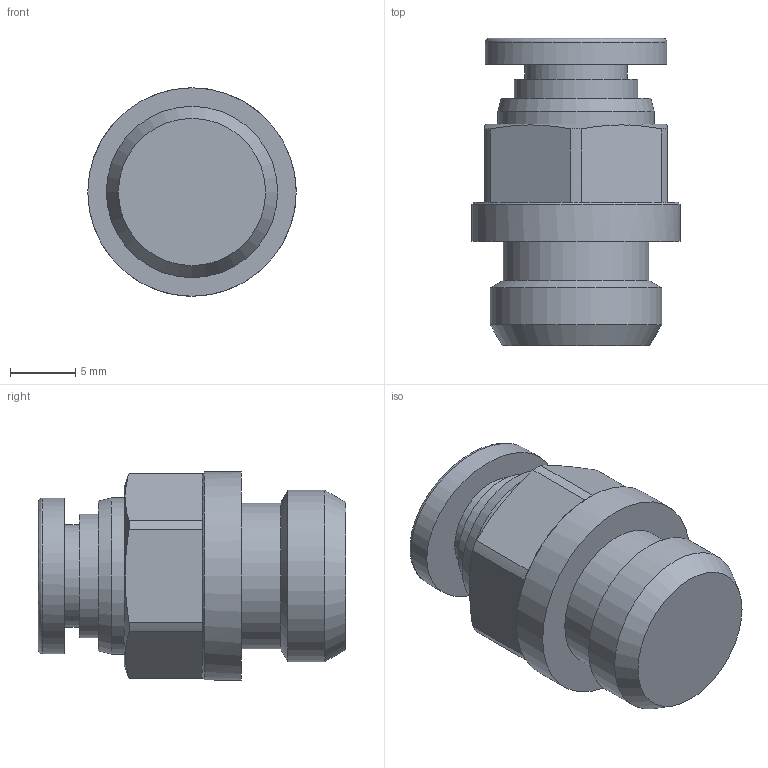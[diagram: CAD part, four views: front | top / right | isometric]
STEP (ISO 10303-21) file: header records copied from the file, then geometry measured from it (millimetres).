
FILE_DESCRIPTION((''),'2;1');
FILE_NAME('PC 1-4 G02.stp','2019-03-21T15:41:49',('Administrator'),(''),'Autodesk Inventor 2013','Autodesk Inventor 2013','');
FILE_SCHEMA(('CONFIG_CONTROL_DESIGN'));
Length unit declared in the file: millimetre
Products named in the file (3): PC 1-4 G02; SLEEVE N1_4C
Assembly tree (2 placements, depth 2):
  PC 1-4 G02
    PC 1-4 G02
    SLEEVE N1_4C
Bounding box: 16 x 23.6 x 16 mm (x, y, z)
Volume: 2596.5 mm3; surface area: 1967.1 mm2
Topology: 2 solids, 2 shells, 43 faces, 83 edges, 49 vertices
Faces by surface type: plane 21, cylinder 14, cone 6, bspline 2
Full cylindrical faces by diameter (mm): 6.55 x2, 7.9 x1, 9.5 x1, 11.2 x1, 12 x1, 13.157 x1, 16 x1
Entity records: 1226 total; most frequent: CARTESIAN_POINT 309, DIRECTION 193, ORIENTED_EDGE 134, AXIS2_PLACEMENT_3D 87, EDGE_CURVE 67, EDGE_LOOP 64, VERTEX_POINT 47, FACE_OUTER_BOUND 43
